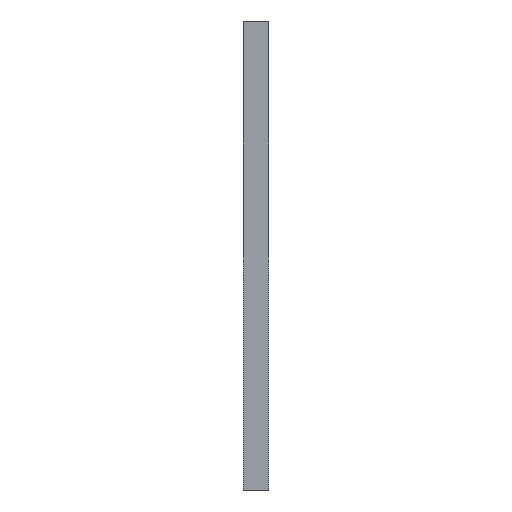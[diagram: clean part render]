
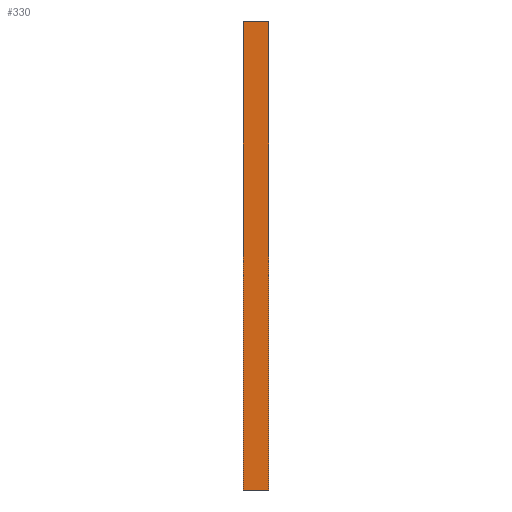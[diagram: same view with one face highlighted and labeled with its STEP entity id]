
A CAD part, front view. The second image highlights one B-rep face of the part: STEP entity #330.
In plain terms, the highlighted planar face has unit normal (0, -1, 0).
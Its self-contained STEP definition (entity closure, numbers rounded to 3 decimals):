
#49 = ORIENTED_EDGE ( 'NONE', *, *, #1012, .T. ) ;
#55 = CARTESIAN_POINT ( 'NONE',  ( 4., -70., 0. ) ) ;
#115 = VECTOR ( 'NONE', #139, 1000. ) ;
#120 = ORIENTED_EDGE ( 'NONE', *, *, #523, .T. ) ;
#127 = VERTEX_POINT ( 'NONE', #531 ) ;
#139 = DIRECTION ( 'NONE',  ( -1., 0., 0. ) ) ;
#260 = CARTESIAN_POINT ( 'NONE',  ( 4., -70., 0. ) ) ;
#330 = ADVANCED_FACE ( 'NONE', ( #656 ), #1144, .F. ) ;
#335 = VECTOR ( 'NONE', #501, 1000. ) ;
#366 = VERTEX_POINT ( 'NONE', #484 ) ;
#484 = CARTESIAN_POINT ( 'NONE',  ( 0., -70., -12. ) ) ;
#487 = VECTOR ( 'NONE', #907, 1000. ) ;
#497 = ORIENTED_EDGE ( 'NONE', *, *, #1048, .F. ) ;
#501 = DIRECTION ( 'NONE',  ( 0., 0., -1. ) ) ;
#523 = EDGE_CURVE ( 'NONE', #677, #366, #576, .T. ) ;
#531 = CARTESIAN_POINT ( 'NONE',  ( 4., -70., 61.155 ) ) ;
#576 = LINE ( 'NONE', #1183, #487 ) ;
#647 = AXIS2_PLACEMENT_3D ( 'NONE', #260, #663, #1243 ) ;
#656 = FACE_OUTER_BOUND ( 'NONE', #657, .T. ) ;
#657 = EDGE_LOOP ( 'NONE', ( #120, #497, #883, #49 ) ) ;
#663 = DIRECTION ( 'NONE',  ( 0., 1., 0. ) ) ;
#677 = VERTEX_POINT ( 'NONE', #814 ) ;
#727 = CARTESIAN_POINT ( 'NONE',  ( 4., -70., 61.155 ) ) ;
#787 = LINE ( 'NONE', #1043, #115 ) ;
#800 = LINE ( 'NONE', #727, #820 ) ;
#814 = CARTESIAN_POINT ( 'NONE',  ( 0., -70., 61.155 ) ) ;
#820 = VECTOR ( 'NONE', #838, 1000. ) ;
#838 = DIRECTION ( 'NONE',  ( -1., 0., 0. ) ) ;
#883 = ORIENTED_EDGE ( 'NONE', *, *, #966, .F. ) ;
#907 = DIRECTION ( 'NONE',  ( 0., 0., -1. ) ) ;
#966 = EDGE_CURVE ( 'NONE', #127, #1265, #1021, .T. ) ;
#1012 = EDGE_CURVE ( 'NONE', #127, #677, #800, .T. ) ;
#1021 = LINE ( 'NONE', #55, #335 ) ;
#1043 = CARTESIAN_POINT ( 'NONE',  ( 4., -70., -12. ) ) ;
#1048 = EDGE_CURVE ( 'NONE', #1265, #366, #787, .T. ) ;
#1066 = CARTESIAN_POINT ( 'NONE',  ( 4., -70., -12. ) ) ;
#1144 = PLANE ( 'NONE',  #647 ) ;
#1183 = CARTESIAN_POINT ( 'NONE',  ( 0., -70., 0. ) ) ;
#1243 = DIRECTION ( 'NONE',  ( 0., 0., 1. ) ) ;
#1265 = VERTEX_POINT ( 'NONE', #1066 ) ;
